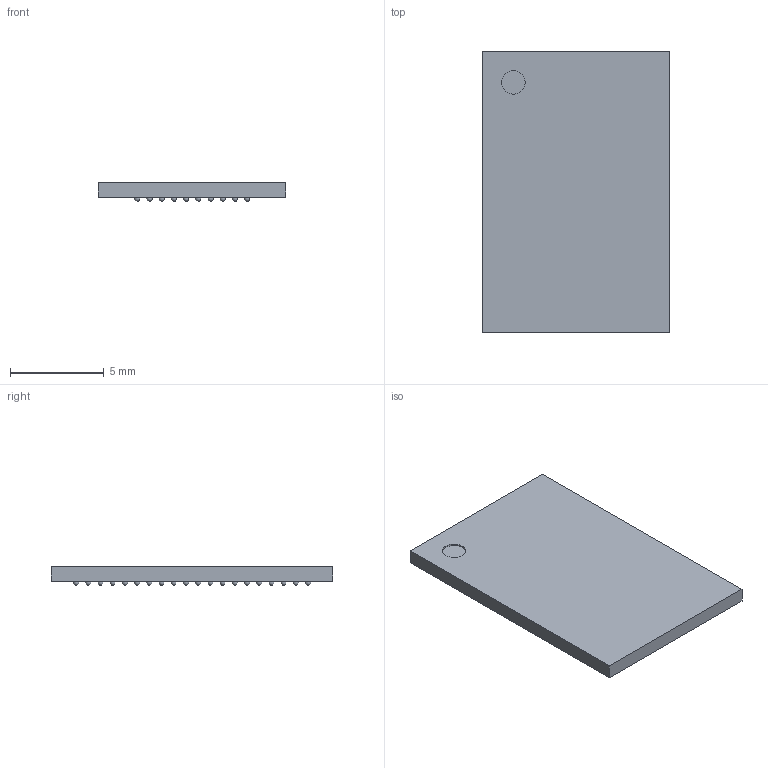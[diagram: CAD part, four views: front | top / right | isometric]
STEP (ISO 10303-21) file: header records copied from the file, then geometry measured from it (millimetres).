
FILE_DESCRIPTION(('Open CASCADE Model'),'2;1');
FILE_NAME('Open CASCADE Shape Model','2023-02-14T07:13:13',('Author'),( 'Open CASCADE'),'Open CASCADE STEP processor 7.5','Open CASCADE 7.5' ,'Unknown');
FILE_SCHEMA(('AUTOMOTIVE_DESIGN { 1 0 10303 214 1 1 1 1 }'));
Length unit declared in the file: millimetre
Products named in the file (5): BGA200C65P10X20_1000X1500X100.step; Open CASCADE STEP translator 7.5 6.1; Body; Open CASCADE STEP translator 7.5 6.2.1; ball
Assembly tree (203 placements, depth 3):
  BGA200C65P10X20_1000X1500X100.step
    Open CASCADE STEP translator 7.5 6.1
    Body
      Open CASCADE STEP translator 7.5 6.2.1
    ball  x200
Bounding box: 10 x 15 x 1 mm (x, y, z)
Volume: 119.7 mm3; surface area: 397.2 mm2
Topology: 201 solids, 202 shells, 209 faces, 616 edges, 411 vertices
Faces by surface type: sphere 200, plane 8, cylinder 1
Full cylindrical faces by diameter (mm): 1.25 x1
Entity records: 2141 total; most frequent: DIRECTION 478, CARTESIAN_POINT 273, AXIS2_PLACEMENT_3D 217, PRODUCT_DEFINITION_SHAPE 208, CONTEXT_DEPENDENT_SHAPE_REPRESENTATION 203, ITEM_DEFINED_TRANSFORMATION 203, NEXT_ASSEMBLY_USAGE_OCCURRENCE 203, LINE 41
